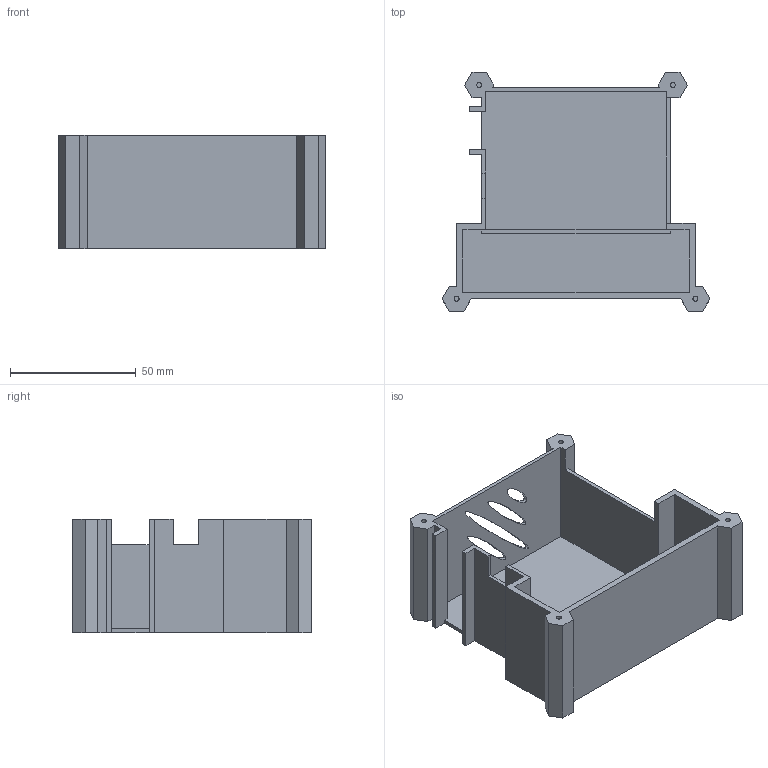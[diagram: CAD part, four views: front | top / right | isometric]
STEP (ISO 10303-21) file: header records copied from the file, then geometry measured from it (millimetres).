
FILE_DESCRIPTION(/* description */ (''),/* implementation_level */ '2;1');
FILE_NAME(/* name */ 'Case Bottom.step',/* time_stamp */ '2018-02-10T14:46:08-05:00',/* author */ ('oliver.lewis.art'),/* organization */ (''),/* preprocessor_version */ 'ST-DEVELOPER v16.13',/* originating_system */ 'Autodesk Translation Framework v6.5.0.72',/* authorisation */ '');
FILE_SCHEMA (('AUTOMOTIVE_DESIGN { 1 0 10303 214 3 1 1 }'));
Length unit declared in the file: millimetre
Products named in the file (1): Case Bottom
Bounding box: 106.55 x 95 x 45 mm (x, y, z)
Volume: 51256.9 mm3; surface area: 47931.4 mm2
Topology: 1 solids, 1 shells, 75 faces, 205 edges, 136 vertices
Faces by surface type: plane 66, bspline 5, cylinder 4
Full cylindrical faces by diameter (mm): 2 x4
Entity records: 2459 total; most frequent: CARTESIAN_POINT 502, ORIENTED_EDGE 410, DIRECTION 365, EDGE_CURVE 205, LINE 187, VECTOR 187, VERTEX_POINT 136, EDGE_LOOP 89
